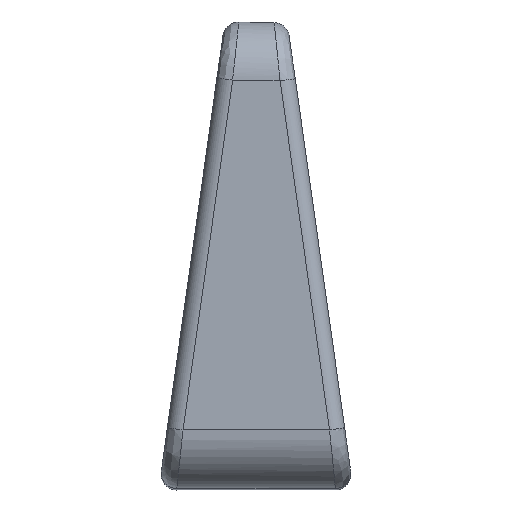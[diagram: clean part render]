
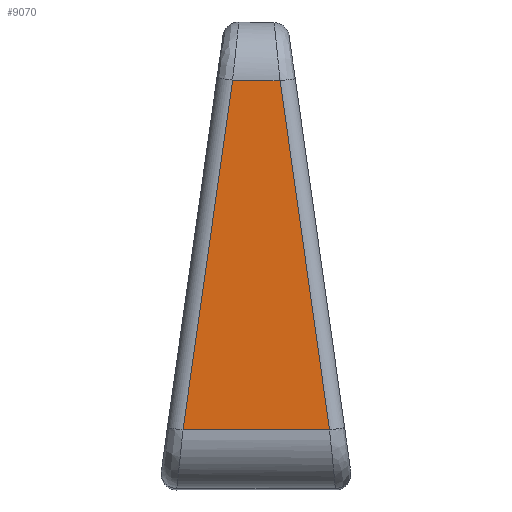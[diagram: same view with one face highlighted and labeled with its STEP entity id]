
A CAD part, top view. The second image highlights one B-rep face of the part: STEP entity #9070.
In plain terms, the highlighted planar face has unit normal (0.018, 0, 1).
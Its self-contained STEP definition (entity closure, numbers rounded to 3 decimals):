
#2170=CARTESIAN_POINT('',(3.781,-9.,
67.906));
#2180=VERTEX_POINT('',#2170);
#2230=CARTESIAN_POINT('',(2.506,0.,
67.928));
#2240=DIRECTION('',(0.14,-0.99,
-0.002));
#2250=VECTOR('',#2240,1.);
#2260=LINE('',#2230,#2250);
#2270=CARTESIAN_POINT('',(1.238,8.951,
67.95));
#2280=VERTEX_POINT('',#2270);
#2290=EDGE_CURVE('',#2280,#2180,#2260,.T.);
#5230=CARTESIAN_POINT('',(-1.204,8.994,
67.993));
#5240=VERTEX_POINT('',#5230);
#5290=CARTESIAN_POINT('',(-2.478,0.,
68.015));
#5300=DIRECTION('',(-0.14,-0.99,
0.002));
#5310=VECTOR('',#5300,1.);
#5320=LINE('',#5290,#5310);
#5330=CARTESIAN_POINT('',(-3.753,-9.,
68.038));
#5340=VERTEX_POINT('',#5330);
#5350=EDGE_CURVE('',#5240,#5340,#5320,.T.);
#8860=CARTESIAN_POINT('',(-1.6,0.,68.));
#8870=DIRECTION('',(0.017,0.,
1.));
#8880=DIRECTION('',(0.,1.,0.));
#8890=AXIS2_PLACEMENT_3D('',#8860,#8870,#8880);
#8900=PLANE('',#8890);
#8910=ORIENTED_EDGE('',*,*,#2290,.F.);
#8920=CARTESIAN_POINT('',(0.052,-9.,
67.971));
#8930=DIRECTION('',(1.,0.,
-0.017));
#8940=VECTOR('',#8930,1.);
#8950=LINE('',#8920,#8940);
#8960=EDGE_CURVE('',#5340,#2180,#8950,.T.);
#8970=ORIENTED_EDGE('',*,*,#8960,.T.);
#8980=ORIENTED_EDGE('',*,*,#5350,.T.);
#8990=CARTESIAN_POINT('',(0.052,8.972,
67.971));
#9000=DIRECTION('',(1.,-0.017,
-0.017));
#9010=VECTOR('',#9000,1.);
#9020=LINE('',#8990,#9010);
#9030=EDGE_CURVE('',#5240,#2280,#9020,.T.);
#9040=ORIENTED_EDGE('',*,*,#9030,.F.);
#9050=EDGE_LOOP('',(#9040,#8980,#8970,#8910));
#9060=FACE_OUTER_BOUND('',#9050,.T.);
#9070=ADVANCED_FACE('',(#9060),#8900,.T.);
